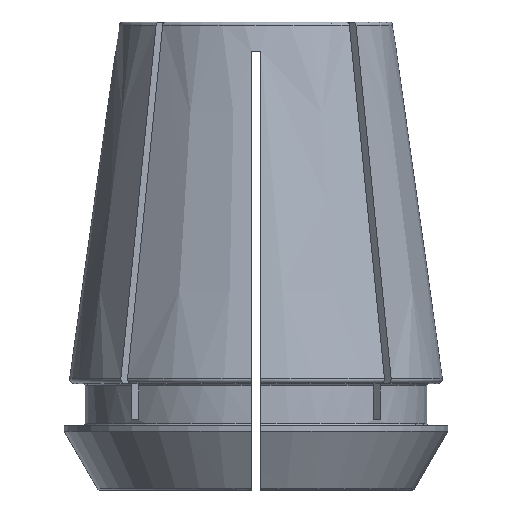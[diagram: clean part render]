
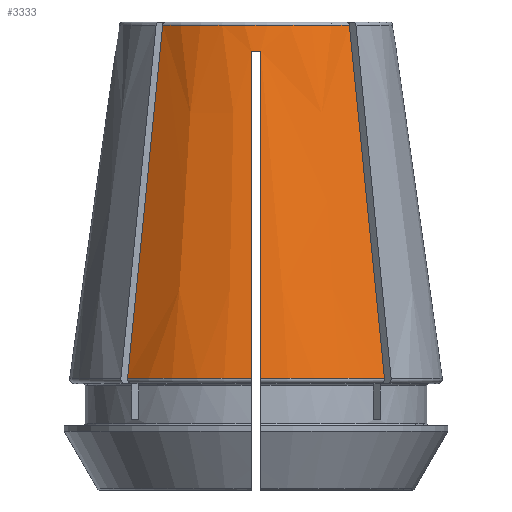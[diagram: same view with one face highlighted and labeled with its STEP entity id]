
A CAD part, left-side view. The second image highlights one B-rep face of the part: STEP entity #3333.
In plain terms, the highlighted conical face has half-angle 8 degrees and reference radius 11.657 mm.
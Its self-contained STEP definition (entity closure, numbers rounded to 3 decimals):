
#34=CONICAL_SURFACE('',#3679,11.657,0.14);
#162=B_SPLINE_CURVE_WITH_KNOTS('',3,(#5767,#5768,#5769,#5770,#5771,#5772,
#5773,#5774,#5775,#5776),.UNSPECIFIED.,.F.,.F.,(4,3,3,4),(0.018,
0.022,0.044,0.047),.UNSPECIFIED.);
#163=B_SPLINE_CURVE_WITH_KNOTS('',3,(#5789,#5790,#5791,#5792),
 .UNSPECIFIED.,.F.,.F.,(4,4),(0.,0.03),
 .UNSPECIFIED.);
#180=B_SPLINE_CURVE_WITH_KNOTS('',3,(#5930,#5931,#5932,#5933,#5934,#5935,
#5936,#5937,#5938,#5939),.UNSPECIFIED.,.F.,.F.,(4,3,3,4),(0.018,
0.022,0.044,0.047),.UNSPECIFIED.);
#181=B_SPLINE_CURVE_WITH_KNOTS('',3,(#5942,#5943,#5944,#5945),
 .UNSPECIFIED.,.F.,.F.,(4,4),(0.,0.03),
 .UNSPECIFIED.);
#380=CIRCLE('',#3608,15.936);
#407=CIRCLE('',#3664,12.009);
#413=CIRCLE('',#3680,15.936);
#414=CIRCLE('',#3681,11.694);
#1080=ORIENTED_EDGE('',*,*,#1940,.F.);
#1081=ORIENTED_EDGE('',*,*,#1896,.F.);
#1082=ORIENTED_EDGE('',*,*,#1893,.T.);
#1083=ORIENTED_EDGE('',*,*,#1941,.T.);
#1084=ORIENTED_EDGE('',*,*,#1942,.T.);
#1085=ORIENTED_EDGE('',*,*,#1943,.F.);
#1086=ORIENTED_EDGE('',*,*,#1900,.F.);
#1087=ORIENTED_EDGE('',*,*,#1785,.T.);
#1785=EDGE_CURVE('',#2255,#2254,#380,.T.);
#1893=EDGE_CURVE('',#2323,#2322,#162,.T.);
#1896=EDGE_CURVE('',#2323,#2325,#407,.T.);
#1900=EDGE_CURVE('',#2255,#2327,#163,.T.);
#1940=EDGE_CURVE('',#2325,#2254,#180,.T.);
#1941=EDGE_CURVE('',#2322,#2354,#413,.T.);
#1942=EDGE_CURVE('',#2354,#2355,#181,.T.);
#1943=EDGE_CURVE('',#2327,#2355,#414,.T.);
#2254=VERTEX_POINT('',#5475);
#2255=VERTEX_POINT('',#5477);
#2322=VERTEX_POINT('',#5766);
#2323=VERTEX_POINT('',#5777);
#2325=VERTEX_POINT('',#5783);
#2327=VERTEX_POINT('',#5793);
#2354=VERTEX_POINT('',#5941);
#2355=VERTEX_POINT('',#5946);
#2913=EDGE_LOOP('',(#1080,#1081,#1082,#1083,#1084,#1085,#1086,#1087));
#3089=FACE_BOUND('',#2913,.T.);
#3333=ADVANCED_FACE('',(#3089),#34,.T.);
#3608=AXIS2_PLACEMENT_3D('',#5476,#4282,#4283);
#3664=AXIS2_PLACEMENT_3D('',#5782,#4451,#4452);
#3679=AXIS2_PLACEMENT_3D('',#5929,#4502,#4503);
#3680=AXIS2_PLACEMENT_3D('',#5940,#4504,#4505);
#3681=AXIS2_PLACEMENT_3D('',#5947,#4506,#4507);
#4282=DIRECTION('',(0.,0.,1.));
#4283=DIRECTION('',(1.,0.,0.));
#4451=DIRECTION('',(0.,0.,-1.));
#4452=DIRECTION('',(-1.,0.,0.));
#4502=DIRECTION('',(0.,0.,-1.));
#4503=DIRECTION('',(-1.,0.,0.));
#4504=DIRECTION('',(0.,0.,1.));
#4505=DIRECTION('',(1.,0.,0.));
#4506=DIRECTION('',(0.,0.,1.));
#4507=DIRECTION('',(1.,0.,0.));
#5475=CARTESIAN_POINT('',(-15.931,0.4,4.056));
#5476=CARTESIAN_POINT('',(0.,0.,4.056));
#5477=CARTESIAN_POINT('',(-11.548,10.982,4.056));
#5766=CARTESIAN_POINT('',(-15.931,-0.4,4.056));
#5767=CARTESIAN_POINT('',(-12.002,-0.4,32.));
#5768=CARTESIAN_POINT('',(-12.164,-0.4,30.847));
#5769=CARTESIAN_POINT('',(-12.326,-0.4,29.694));
#5770=CARTESIAN_POINT('',(-12.488,-0.4,28.542));
#5771=CARTESIAN_POINT('',(-13.506,-0.4,21.301));
#5772=CARTESIAN_POINT('',(-14.524,-0.4,14.06));
#5773=CARTESIAN_POINT('',(-15.542,-0.4,6.819));
#5774=CARTESIAN_POINT('',(-15.672,-0.4,5.898));
#5775=CARTESIAN_POINT('',(-15.801,-0.4,4.977));
#5776=CARTESIAN_POINT('',(-15.931,-0.4,4.056));
#5777=CARTESIAN_POINT('',(-12.002,-0.4,32.));
#5782=CARTESIAN_POINT('',(0.,0.,32.));
#5783=CARTESIAN_POINT('',(-12.002,0.4,32.));
#5789=CARTESIAN_POINT('',(-11.548,10.982,4.056));
#5790=CARTESIAN_POINT('',(-10.547,9.982,14.118));
#5791=CARTESIAN_POINT('',(-9.547,8.981,24.18));
#5792=CARTESIAN_POINT('',(-8.547,7.981,34.242));
#5793=CARTESIAN_POINT('',(-8.547,7.981,34.242));
#5929=CARTESIAN_POINT('',(0.,0.,34.5));
#5930=CARTESIAN_POINT('',(-12.002,0.4,32.));
#5931=CARTESIAN_POINT('',(-12.164,0.4,30.847));
#5932=CARTESIAN_POINT('',(-12.326,0.4,29.694));
#5933=CARTESIAN_POINT('',(-12.488,0.4,28.542));
#5934=CARTESIAN_POINT('',(-13.506,0.4,21.301));
#5935=CARTESIAN_POINT('',(-14.524,0.4,14.06));
#5936=CARTESIAN_POINT('',(-15.542,0.4,6.819));
#5937=CARTESIAN_POINT('',(-15.672,0.4,5.898));
#5938=CARTESIAN_POINT('',(-15.801,0.4,4.977));
#5939=CARTESIAN_POINT('',(-15.931,0.4,4.056));
#5940=CARTESIAN_POINT('',(0.,0.,4.056));
#5941=CARTESIAN_POINT('',(-11.548,-10.982,4.056));
#5942=CARTESIAN_POINT('',(-11.548,-10.982,4.056));
#5943=CARTESIAN_POINT('',(-10.547,-9.982,14.118));
#5944=CARTESIAN_POINT('',(-9.547,-8.981,24.18));
#5945=CARTESIAN_POINT('',(-8.547,-7.981,34.242));
#5946=CARTESIAN_POINT('',(-8.547,-7.981,34.242));
#5947=CARTESIAN_POINT('',(0.,0.,34.242));
